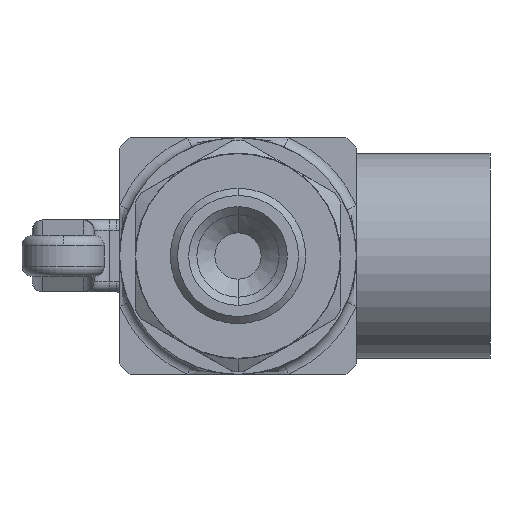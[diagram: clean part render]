
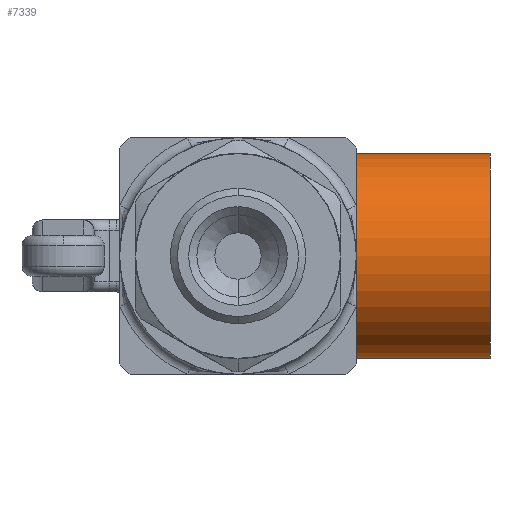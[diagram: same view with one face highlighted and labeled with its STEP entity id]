
A CAD part, front view. The second image highlights one B-rep face of the part: STEP entity #7339.
In plain terms, the highlighted cylindrical face has radius 10 mm (diameter 20 mm), a partial arc.
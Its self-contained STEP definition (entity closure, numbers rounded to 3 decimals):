
#2211 = ORIENTED_EDGE ( 'NONE', *, *, #11885, .F. ) ;
#4578 = DIRECTION ( 'NONE',  ( -1., 0., 0. ) ) ;
#4858 = ORIENTED_EDGE ( 'NONE', *, *, #18489, .F. ) ;
#5178 = EDGE_LOOP ( 'NONE', ( #4858, #2211, #18775, #11207 ) ) ;
#5256 = CARTESIAN_POINT ( 'NONE',  ( 24.5, 13., -10. ) ) ;
#5685 = DIRECTION ( 'NONE',  ( 1., 0., 0. ) ) ;
#5768 = CARTESIAN_POINT ( 'NONE',  ( 24.5, 13., 10. ) ) ;
#6377 = LINE ( 'NONE', #23034, #19998 ) ;
#7339 = ADVANCED_FACE ( 'NONE', ( #15112 ), #8478, .T. ) ;
#7362 = LINE ( 'NONE', #16886, #16584 ) ;
#7683 = CARTESIAN_POINT ( 'NONE',  ( 11.5, 13., -10. ) ) ;
#8275 = CIRCLE ( 'NONE', #13097, 10. ) ;
#8478 = CYLINDRICAL_SURFACE ( 'NONE', #10377, 10. ) ;
#9383 = DIRECTION ( 'NONE',  ( 1., 0., 0. ) ) ;
#9446 = VERTEX_POINT ( 'NONE', #5768 ) ;
#10377 = AXIS2_PLACEMENT_3D ( 'NONE', #21700, #10635, #19989 ) ;
#10635 = DIRECTION ( 'NONE',  ( -1., 0., 0. ) ) ;
#11207 = ORIENTED_EDGE ( 'NONE', *, *, #19178, .T. ) ;
#11885 = EDGE_CURVE ( 'NONE', #9446, #14653, #8275, .T. ) ;
#12310 = VERTEX_POINT ( 'NONE', #7683 ) ;
#13097 = AXIS2_PLACEMENT_3D ( 'NONE', #20511, #9383, #22391 ) ;
#14579 = CIRCLE ( 'NONE', #19715, 10. ) ;
#14653 = VERTEX_POINT ( 'NONE', #5256 ) ;
#15112 = FACE_OUTER_BOUND ( 'NONE', #5178, .T. ) ;
#16504 = CARTESIAN_POINT ( 'NONE',  ( 11.5, 13., 10. ) ) ;
#16584 = VECTOR ( 'NONE', #18782, 1000. ) ;
#16713 = CARTESIAN_POINT ( 'NONE',  ( 11.5, 13., 0. ) ) ;
#16886 = CARTESIAN_POINT ( 'NONE',  ( 24.5, 13., 10. ) ) ;
#17244 = VERTEX_POINT ( 'NONE', #16504 ) ;
#18489 = EDGE_CURVE ( 'NONE', #14653, #12310, #6377, .T. ) ;
#18611 = DIRECTION ( 'NONE',  ( 0., 0., 1. ) ) ;
#18775 = ORIENTED_EDGE ( 'NONE', *, *, #19269, .T. ) ;
#18782 = DIRECTION ( 'NONE',  ( -1., 0., 0. ) ) ;
#19178 = EDGE_CURVE ( 'NONE', #17244, #12310, #14579, .T. ) ;
#19269 = EDGE_CURVE ( 'NONE', #9446, #17244, #7362, .T. ) ;
#19715 = AXIS2_PLACEMENT_3D ( 'NONE', #16713, #5685, #18611 ) ;
#19989 = DIRECTION ( 'NONE',  ( 0., 0., 1. ) ) ;
#19998 = VECTOR ( 'NONE', #4578, 1000. ) ;
#20511 = CARTESIAN_POINT ( 'NONE',  ( 24.5, 13., 0. ) ) ;
#21700 = CARTESIAN_POINT ( 'NONE',  ( 24.5, 13., 0. ) ) ;
#22391 = DIRECTION ( 'NONE',  ( 0., 0., -1. ) ) ;
#23034 = CARTESIAN_POINT ( 'NONE',  ( 24.5, 13., -10. ) ) ;
